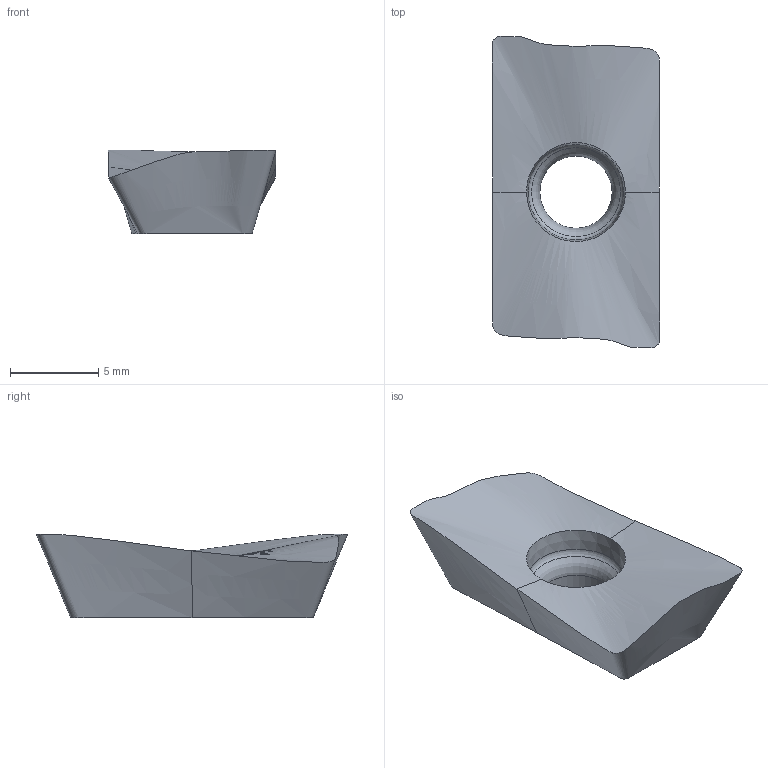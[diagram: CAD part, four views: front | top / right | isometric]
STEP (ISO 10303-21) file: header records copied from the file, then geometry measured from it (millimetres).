
FILE_DESCRIPTION(/* description */ (''),/* implementation_level */ '2;1');
FILE_NAME(/* name */ 'aaa337846_b.stp',/* time_stamp */ '2019-09-27T13:57:43+02:00',/* author */ (''),/* organization */ ('SMS'),/* preprocessor_version */ 'ST-DEVELOPER v16.7',/* originating_system */ 'SIEMENS PLM Software NX 12.0',/* authorisation */ '');
FILE_SCHEMA (('AUTOMOTIVE_DESIGN { 1 0 10303 214 3 1 1 1 }'));
Length unit declared in the file: millimetre
Products named in the file (1): AAA337846_B
Bounding box: 9.5 x 17.65 x 4.76 mm (x, y, z)
Volume: 382.3 mm3; surface area: 466.4 mm2
Topology: 1 solids, 1 shells, 13 faces, 25 edges, 15 vertices
Faces by surface type: plane 5, bspline 4, torus 2, cone 1, cylinder 1
Full cylindrical faces by diameter (mm): 4.1 x1
Entity records: 5225 total; most frequent: CARTESIAN_POINT 4960, ORIENTED_EDGE 40, DIRECTION 34, EDGE_CURVE 20, EDGE_LOOP 18, B_SPLINE_CURVE_WITH_KNOTS 17, AXIS2_PLACEMENT_3D 17, ADVANCED_FACE 13
